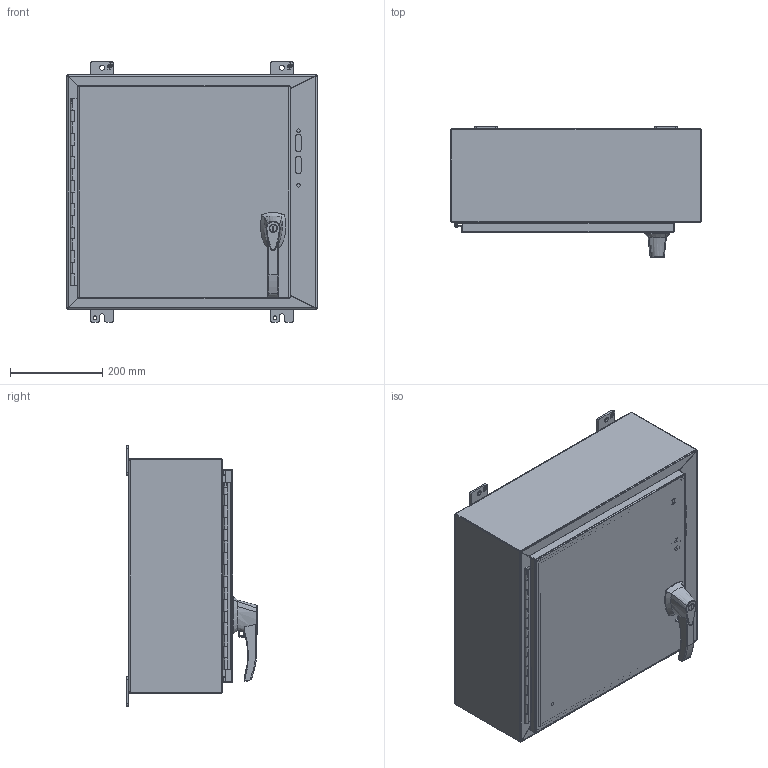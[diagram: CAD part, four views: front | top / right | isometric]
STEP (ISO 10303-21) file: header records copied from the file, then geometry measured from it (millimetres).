
FILE_DESCRIPTION (( 'STEP AP214' ), '1' );
FILE_NAME ('1447SA8HK.STEP', '2019-11-11T20:02:27', ( '' ), ( '' ), 'SwSTEP 2.0', 'SolidWorks 2019', '' );
FILE_SCHEMA (( 'AUTOMOTIVE_DESIGN' ));
Length unit declared in the file: inch
Products named in the file (1): 1447SA8HK
Bounding box: 542.92 x 283.9 x 565.14 mm (x, y, z)
Volume: 2831544.2 mm3; surface area: 2760326.3 mm2
Topology: 49 solids, 50 shells, 1178 faces, 2899 edges, 1863 vertices
Faces by surface type: plane 734, cylinder 321, bspline 96, cone 27
Full cylindrical faces by diameter (mm): 3.967 x2, 4.394 x2, 4.47 x4, 4.572 x2, 4.763 x1, 4.775 x2, 4.976 x1, 5.461 x2, 5.893 x1, 5.918 x1, 6.35 x11, 6.502 x1, 6.731 x2, 7.137 x4, 7.805 x2, 7.937 x6, 8.001 x1, 8.128 x1, 8.255 x1, 8.382 x4, 8.484 x1, 8.89 x1, 9.525 x9, 10.008 x1, 10.211 x2, 10.49 x2, 11.049 x1, 11.113 x4, 11.303 x2, 11.989 x1
Entity records: 77387 total; most frequent: CARTESIAN_POINT 34647, ORIENTED_EDGE 5482, DIRECTION 5166, EDGE_CURVE 2741, VERTEX_POINT 1844, LINE 1812, VECTOR 1812, AXIS2_PLACEMENT_3D 1677
